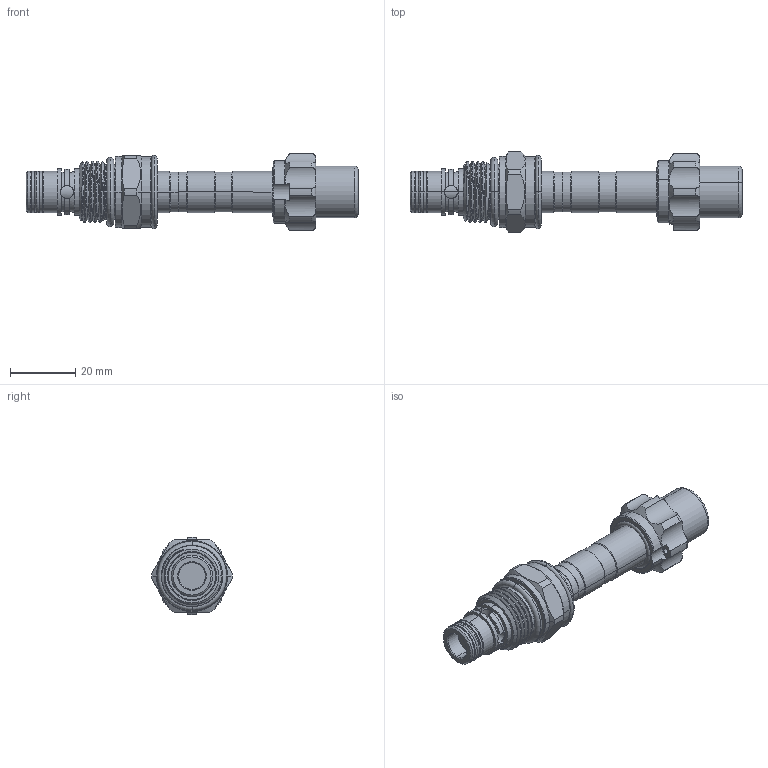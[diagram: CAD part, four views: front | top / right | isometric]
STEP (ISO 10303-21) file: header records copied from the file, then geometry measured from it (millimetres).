
FILE_DESCRIPTION (( 'STEP AP203' ), '1' );
FILE_NAME ('EP08W2A51PC04.STEP', '2020-03-31T03:05:26', ( '' ), ( '' ), 'SwSTEP 2.0', 'SolidWorks 2018', '' );
FILE_SCHEMA (( 'CONFIG_CONTROL_DESIGN' ));
Length unit declared in the file: millimetre
Products named in the file (1): EP08W2A51PC04
Bounding box: 102.13 x 24.65 x 23.79 mm (x, y, z)
Volume: 21228.7 mm3; surface area: 8573.9 mm2
Topology: 5 solids, 6 shells, 228 faces, 553 edges, 344 vertices
Faces by surface type: cylinder 108, torus 44, plane 39, cone 34, bspline 3
Entity records: 9022 total; most frequent: CARTESIAN_POINT 3616, DIRECTION 1167, ORIENTED_EDGE 1106, EDGE_CURVE 553, AXIS2_PLACEMENT_3D 504, VERTEX_POINT 344, CIRCLE 278, EDGE_LOOP 247
